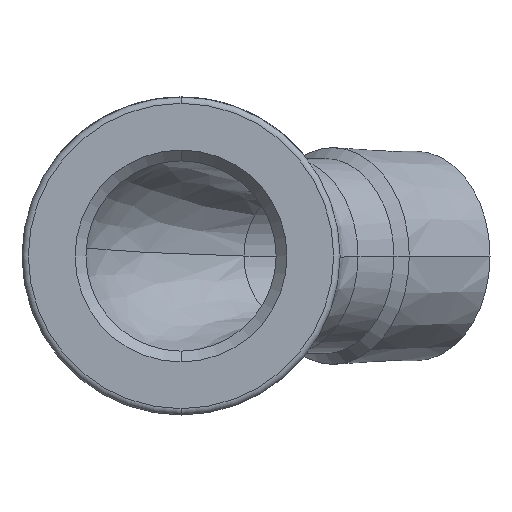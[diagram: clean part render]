
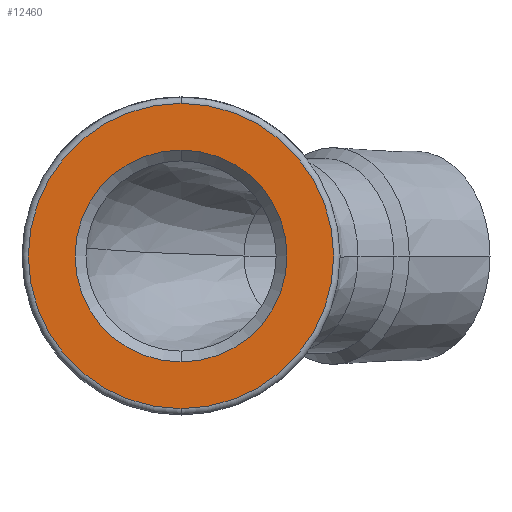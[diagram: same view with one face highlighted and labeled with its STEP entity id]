
A CAD part, front view. The second image highlights one B-rep face of the part: STEP entity #12460.
In plain terms, the highlighted planar face has unit normal (0, -1, 0).
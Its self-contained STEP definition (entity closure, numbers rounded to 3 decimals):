
#175 = CARTESIAN_POINT ( 'NONE',  ( 0., -19., 0. ) ) ;
#1120 = CARTESIAN_POINT ( 'NONE',  ( 0., -19., -12. ) ) ;
#1251 = CIRCLE ( 'NONE', #13324, 8.331 ) ;
#1387 = CIRCLE ( 'NONE', #1438, 12. ) ;
#1438 = AXIS2_PLACEMENT_3D ( 'NONE', #3454, #9261, #4939 ) ;
#1458 = CARTESIAN_POINT ( 'NONE',  ( 0., -19., -8.331 ) ) ;
#1574 = CARTESIAN_POINT ( 'NONE',  ( 8.331, -19., 0. ) ) ;
#2610 = FACE_OUTER_BOUND ( 'NONE', #15876, .T. ) ;
#3454 = CARTESIAN_POINT ( 'NONE',  ( 0., -19., 0. ) ) ;
#4223 = VERTEX_POINT ( 'NONE', #1120 ) ;
#4388 = DIRECTION ( 'NONE',  ( 0., 0., -1. ) ) ;
#4628 = AXIS2_PLACEMENT_3D ( 'NONE', #1574, #5852, #8834 ) ;
#4939 = DIRECTION ( 'NONE',  ( 0., 0., -1. ) ) ;
#5363 = ORIENTED_EDGE ( 'NONE', *, *, #17863, .T. ) ;
#5578 = ORIENTED_EDGE ( 'NONE', *, *, #12343, .F. ) ;
#5852 = DIRECTION ( 'NONE',  ( 0., -1., 0. ) ) ;
#6025 = EDGE_LOOP ( 'NONE', ( #18545, #5578 ) ) ;
#6966 = CARTESIAN_POINT ( 'NONE',  ( 0., -19., 0. ) ) ;
#7355 = CARTESIAN_POINT ( 'NONE',  ( 0., -19., 8.331 ) ) ;
#7376 = ORIENTED_EDGE ( 'NONE', *, *, #12568, .T. ) ;
#7779 = AXIS2_PLACEMENT_3D ( 'NONE', #175, #18674, #11612 ) ;
#7958 = DIRECTION ( 'NONE',  ( 0., 0., -1. ) ) ;
#8346 = DIRECTION ( 'NONE',  ( 0., -1., 0. ) ) ;
#8834 = DIRECTION ( 'NONE',  ( 0., 0., -1. ) ) ;
#9261 = DIRECTION ( 'NONE',  ( 0., -1., 0. ) ) ;
#11397 = AXIS2_PLACEMENT_3D ( 'NONE', #6966, #8346, #7958 ) ;
#11402 = VERTEX_POINT ( 'NONE', #12610 ) ;
#11612 = DIRECTION ( 'NONE',  ( 0., 0., -1. ) ) ;
#11960 = CIRCLE ( 'NONE', #7779, 8.331 ) ;
#12023 = VERTEX_POINT ( 'NONE', #1458 ) ;
#12343 = EDGE_CURVE ( 'NONE', #18307, #12023, #1251, .T. ) ;
#12460 = ADVANCED_FACE ( 'NONE', ( #2610, #14303 ), #17500, .T. ) ;
#12568 = EDGE_CURVE ( 'NONE', #11402, #4223, #14090, .T. ) ;
#12610 = CARTESIAN_POINT ( 'NONE',  ( 0., -19., 12. ) ) ;
#13324 = AXIS2_PLACEMENT_3D ( 'NONE', #14289, #17261, #4388 ) ;
#14090 = CIRCLE ( 'NONE', #11397, 12. ) ;
#14289 = CARTESIAN_POINT ( 'NONE',  ( 0., -19., 0. ) ) ;
#14303 = FACE_BOUND ( 'NONE', #6025, .T. ) ;
#15876 = EDGE_LOOP ( 'NONE', ( #5363, #7376 ) ) ;
#16374 = EDGE_CURVE ( 'NONE', #12023, #18307, #11960, .T. ) ;
#17261 = DIRECTION ( 'NONE',  ( 0., -1., 0. ) ) ;
#17500 = PLANE ( 'NONE',  #4628 ) ;
#17863 = EDGE_CURVE ( 'NONE', #4223, #11402, #1387, .T. ) ;
#18307 = VERTEX_POINT ( 'NONE', #7355 ) ;
#18545 = ORIENTED_EDGE ( 'NONE', *, *, #16374, .F. ) ;
#18674 = DIRECTION ( 'NONE',  ( 0., -1., 0. ) ) ;
